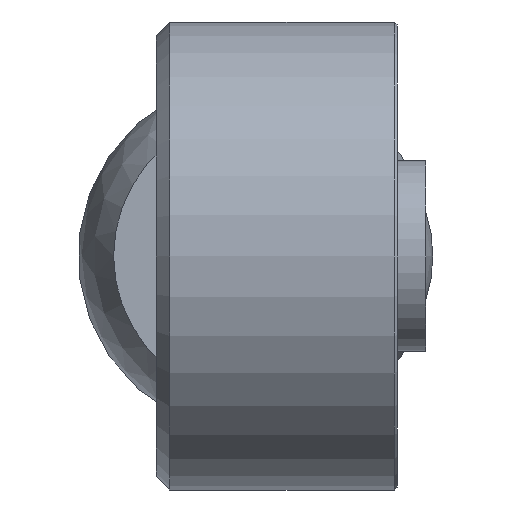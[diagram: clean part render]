
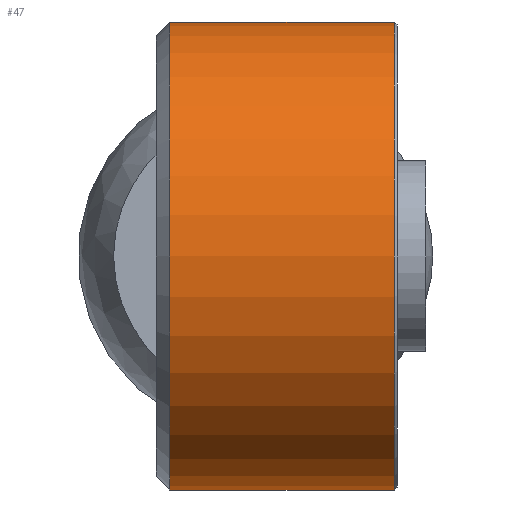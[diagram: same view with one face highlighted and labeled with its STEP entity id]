
A CAD part, left-side view. The second image highlights one B-rep face of the part: STEP entity #47.
In plain terms, the highlighted cylindrical face has radius 16.5 mm (diameter 33 mm), a full revolution.
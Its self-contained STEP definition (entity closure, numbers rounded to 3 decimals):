
#47 = ADVANCED_FACE( '', ( #100, #101, #102 ), #103, .T. );
#100 = FACE_OUTER_BOUND( '', #158, .T. );
#101 = FACE_BOUND( '', #159, .T. );
#102 = FACE_OUTER_BOUND( '', #160, .T. );
#103 = CYLINDRICAL_SURFACE( '', #161, 16.5 );
#158 = EDGE_LOOP( '', ( #220 ) );
#159 = EDGE_LOOP( '', ( #221 ) );
#160 = EDGE_LOOP( '', ( #222 ) );
#161 = AXIS2_PLACEMENT_3D( '', #223, #224, #225 );
#220 = ORIENTED_EDGE( '', *, *, #268, .F. );
#221 = ORIENTED_EDGE( '', *, *, #280, .F. );
#222 = ORIENTED_EDGE( '', *, *, #273, .T. );
#223 = CARTESIAN_POINT( '', ( 0., 0., 0. ) );
#224 = DIRECTION( '', ( 0., 1., 0. ) );
#225 = DIRECTION( '', ( 0., 0., -1. ) );
#268 = EDGE_CURVE( '', #295, #295, #296, .T. );
#273 = EDGE_CURVE( '', #303, #303, #304, .T. );
#280 = EDGE_CURVE( '', #312, #312, #313, .T. );
#295 = VERTEX_POINT( '', #332 );
#296 = CIRCLE( '', #333, 16.5 );
#303 = VERTEX_POINT( '', #340 );
#304 = CIRCLE( '', #341, 16.5 );
#312 = VERTEX_POINT( '', #349 );
#313 = B_SPLINE_CURVE_WITH_KNOTS( '', 3, ( #350, #351, #352, #353, #354, #355, #356, #357, #358, #359, #360, #361, #362, #363, #364, #365, #366, #367, #368, #369, #370, #371, #372, #373, #374, #375, #376, #377, #378, #379, #380, #381, #382, #383, #384, #385, #386, #387, #388, #389, #390, #391, #392, #393, #394, #395, #396, #397, #398, #399, #400, #401, #402, #403, #404, #405, #406, #407, #408, #409, #410, #411, #412, #413, #414, #415, #416, #417, #418, #419, #420, #421 ), .UNSPECIFIED., .T., .F., ( 2, 2, 2, 2, 2, 2, 2, 2, 2, 2, 2, 2, 2, 2, 2, 2, 2, 2, 2, 2, 2, 2, 2, 2, 2, 2, 2, 2, 2, 2, 2, 2, 2, 2, 2, 2, 2, 2 ), ( -0.001, 0., 0.001, 0.002, 0.003, 0.004, 0.005, 0.006, 0.006, 0.007, 0.008, 0.009, 0.01, 0.011, 0.012, 0.013, 0.014, 0.015, 0.015, 0.016, 0.017, 0.018, 0.019, 0.02, 0.021, 0.022, 0.023, 0.023, 0.024, 0.025, 0.026, 0.027, 0.028, 0.028, 0.029, 0.03, 0.031, 0.032 ), .UNSPECIFIED. );
#332 = CARTESIAN_POINT( '', ( 0., 2.2, -16.5 ) );
#333 = AXIS2_PLACEMENT_3D( '', #440, #441, #442 );
#340 = CARTESIAN_POINT( '', ( 0., 18.05, -16.5 ) );
#341 = AXIS2_PLACEMENT_3D( '', #449, #450, #451 );
#349 = CARTESIAN_POINT( '', ( 15.724, 12., -5. ) );
#350 = CARTESIAN_POINT( '', ( 15.724, 11.668, -5. ) );
#351 = CARTESIAN_POINT( '', ( 15.724, 12.332, -5. ) );
#352 = CARTESIAN_POINT( '', ( 15.735, 12.659, -4.967 ) );
#353 = CARTESIAN_POINT( '', ( 15.775, 13.301, -4.839 ) );
#354 = CARTESIAN_POINT( '', ( 15.804, 13.619, -4.742 ) );
#355 = CARTESIAN_POINT( '', ( 15.878, 14.224, -4.49 ) );
#356 = CARTESIAN_POINT( '', ( 15.921, 14.51, -4.337 ) );
#357 = CARTESIAN_POINT( '', ( 16.015, 15.052, -3.974 ) );
#358 = CARTESIAN_POINT( '', ( 16.067, 15.307, -3.764 ) );
#359 = CARTESIAN_POINT( '', ( 16.167, 15.765, -3.306 ) );
#360 = CARTESIAN_POINT( '', ( 16.217, 15.971, -3.056 ) );
#361 = CARTESIAN_POINT( '', ( 16.31, 16.337, -2.51 ) );
#362 = CARTESIAN_POINT( '', ( 16.353, 16.491, -2.222 ) );
#363 = CARTESIAN_POINT( '', ( 16.405, 16.679, -1.771 ) );
#364 = CARTESIAN_POINT( '', ( 16.421, 16.734, -1.618 ) );
#365 = CARTESIAN_POINT( '', ( 16.449, 16.83, -1.304 ) );
#366 = CARTESIAN_POINT( '', ( 16.461, 16.871, -1.142 ) );
#367 = CARTESIAN_POINT( '', ( 16.49, 16.968, -0.657 ) );
#368 = CARTESIAN_POINT( '', ( 16.5, 17., -0.332 ) );
#369 = CARTESIAN_POINT( '', ( 16.5, 17., 0.325 ) );
#370 = CARTESIAN_POINT( '', ( 16.49, 16.967, 0.659 ) );
#371 = CARTESIAN_POINT( '', ( 16.452, 16.839, 1.301 ) );
#372 = CARTESIAN_POINT( '', ( 16.424, 16.744, 1.614 ) );
#373 = CARTESIAN_POINT( '', ( 16.353, 16.491, 2.222 ) );
#374 = CARTESIAN_POINT( '', ( 16.31, 16.336, 2.512 ) );
#375 = CARTESIAN_POINT( '', ( 16.218, 15.974, 3.051 ) );
#376 = CARTESIAN_POINT( '', ( 16.167, 15.766, 3.306 ) );
#377 = CARTESIAN_POINT( '', ( 16.066, 15.304, 3.767 ) );
#378 = CARTESIAN_POINT( '', ( 16.016, 15.054, 3.972 ) );
#379 = CARTESIAN_POINT( '', ( 15.922, 14.514, 4.334 ) );
#380 = CARTESIAN_POINT( '', ( 15.877, 14.221, 4.491 ) );
#381 = CARTESIAN_POINT( '', ( 15.804, 13.619, 4.742 ) );
#382 = CARTESIAN_POINT( '', ( 15.775, 13.307, 4.837 ) );
#383 = CARTESIAN_POINT( '', ( 15.745, 12.823, 4.935 ) );
#384 = CARTESIAN_POINT( '', ( 15.737, 12.658, 4.959 ) );
#385 = CARTESIAN_POINT( '', ( 15.727, 12.33, 4.992 ) );
#386 = CARTESIAN_POINT( '', ( 15.724, 12.166, 5. ) );
#387 = CARTESIAN_POINT( '', ( 15.724, 11.675, 5. ) );
#388 = CARTESIAN_POINT( '', ( 15.734, 11.346, 4.968 ) );
#389 = CARTESIAN_POINT( '', ( 15.775, 10.697, 4.839 ) );
#390 = CARTESIAN_POINT( '', ( 15.804, 10.384, 4.743 ) );
#391 = CARTESIAN_POINT( '', ( 15.877, 9.781, 4.493 ) );
#392 = CARTESIAN_POINT( '', ( 15.921, 9.489, 4.336 ) );
#393 = CARTESIAN_POINT( '', ( 16.015, 8.948, 3.974 ) );
#394 = CARTESIAN_POINT( '', ( 16.066, 8.697, 3.768 ) );
#395 = CARTESIAN_POINT( '', ( 16.167, 8.236, 3.307 ) );
#396 = CARTESIAN_POINT( '', ( 16.217, 8.027, 3.053 ) );
#397 = CARTESIAN_POINT( '', ( 16.31, 7.666, 2.514 ) );
#398 = CARTESIAN_POINT( '', ( 16.352, 7.511, 2.227 ) );
#399 = CARTESIAN_POINT( '', ( 16.423, 7.257, 1.617 ) );
#400 = CARTESIAN_POINT( '', ( 16.451, 7.162, 1.304 ) );
#401 = CARTESIAN_POINT( '', ( 16.48, 7.066, 0.824 ) );
#402 = CARTESIAN_POINT( '', ( 16.488, 7.041, 0.661 ) );
#403 = CARTESIAN_POINT( '', ( 16.497, 7.008, 0.333 ) );
#404 = CARTESIAN_POINT( '', ( 16.5, 7., 0.166 ) );
#405 = CARTESIAN_POINT( '', ( 16.5, 7., -0.328 ) );
#406 = CARTESIAN_POINT( '', ( 16.49, 7.032, -0.654 ) );
#407 = CARTESIAN_POINT( '', ( 16.452, 7.16, -1.299 ) );
#408 = CARTESIAN_POINT( '', ( 16.423, 7.258, -1.618 ) );
#409 = CARTESIAN_POINT( '', ( 16.353, 7.508, -2.22 ) );
#410 = CARTESIAN_POINT( '', ( 16.311, 7.662, -2.508 ) );
#411 = CARTESIAN_POINT( '', ( 16.217, 8.028, -3.055 ) );
#412 = CARTESIAN_POINT( '', ( 16.167, 8.234, -3.305 ) );
#413 = CARTESIAN_POINT( '', ( 16.067, 8.693, -3.764 ) );
#414 = CARTESIAN_POINT( '', ( 16.016, 8.947, -3.973 ) );
#415 = CARTESIAN_POINT( '', ( 15.921, 9.489, -4.336 ) );
#416 = CARTESIAN_POINT( '', ( 15.878, 9.775, -4.49 ) );
#417 = CARTESIAN_POINT( '', ( 15.805, 10.378, -4.741 ) );
#418 = CARTESIAN_POINT( '', ( 15.775, 10.698, -4.839 ) );
#419 = CARTESIAN_POINT( '', ( 15.735, 11.341, -4.967 ) );
#420 = CARTESIAN_POINT( '', ( 15.724, 11.668, -5. ) );
#421 = CARTESIAN_POINT( '', ( 15.724, 12.332, -5. ) );
#440 = CARTESIAN_POINT( '', ( 0., 2.2, 0. ) );
#441 = DIRECTION( '', ( 0., -1., 0. ) );
#442 = DIRECTION( '', ( 0., 0., -1. ) );
#449 = CARTESIAN_POINT( '', ( 0., 18.05, 0. ) );
#450 = DIRECTION( '', ( 0., -1., 0. ) );
#451 = DIRECTION( '', ( 0., 0., -1. ) );
